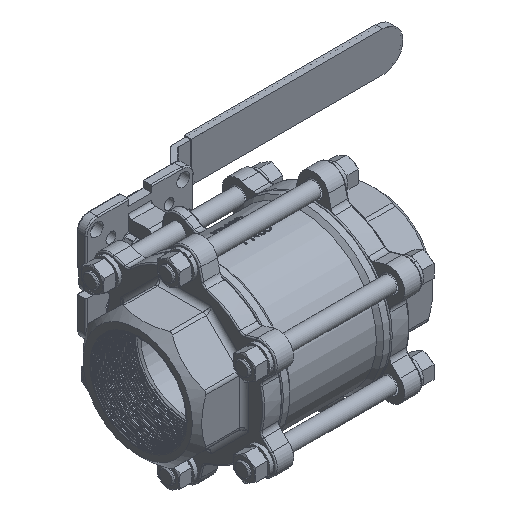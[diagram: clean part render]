
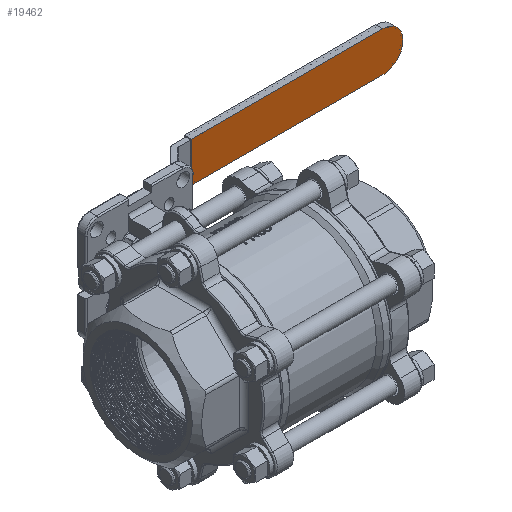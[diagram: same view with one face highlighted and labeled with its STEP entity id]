
A CAD part, isometric view. The second image highlights one B-rep face of the part: STEP entity #19462.
In plain terms, the highlighted face is planar.
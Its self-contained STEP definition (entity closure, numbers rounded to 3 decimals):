
#1761=CIRCLE('',#20718,17.);
#2544=ORIENTED_EDGE('',*,*,#8510,.F.);
#2545=ORIENTED_EDGE('',*,*,#8515,.T.);
#2546=ORIENTED_EDGE('',*,*,#8513,.T.);
#2547=ORIENTED_EDGE('',*,*,#8501,.T.);
#8501=EDGE_CURVE('',#11499,#11497,#13536,.T.);
#8510=EDGE_CURVE('',#11506,#11497,#13545,.T.);
#8513=EDGE_CURVE('',#11508,#11499,#13547,.T.);
#8515=EDGE_CURVE('',#11506,#11508,#1761,.F.);
#11497=VERTEX_POINT('',#27153);
#11499=VERTEX_POINT('',#27156);
#11506=VERTEX_POINT('',#27172);
#11508=VERTEX_POINT('',#27180);
#13536=LINE('',#27155,#14892);
#13545=LINE('',#27173,#14901);
#13547=LINE('',#27179,#14903);
#14892=VECTOR('',#22460,1000.);
#14901=VECTOR('',#22471,1000.);
#14903=VECTOR('',#22479,1000.);
#16234=EDGE_LOOP('',(#2544,#2545,#2546,#2547));
#17609=FACE_BOUND('',#16234,.T.);
#18974=PLANE('',#20717);
#19462=ADVANCED_FACE('',(#17609),#18974,.F.);
#20717=AXIS2_PLACEMENT_3D('',#27182,#22481,#22482);
#20718=AXIS2_PLACEMENT_3D('',#27183,#22483,#22484);
#22460=DIRECTION('',(-1.,0.,0.));
#22471=DIRECTION('',(0.,-1.,0.));
#22479=DIRECTION('',(0.,-1.,0.));
#22481=DIRECTION('',(0.,0.,1.));
#22482=DIRECTION('',(1.,0.,0.));
#22483=DIRECTION('',(0.,0.,1.));
#22484=DIRECTION('',(1.,0.,0.));
#27153=CARTESIAN_POINT('',(-17.,0.,-3.));
#27155=CARTESIAN_POINT('',(17.,0.,-3.));
#27156=CARTESIAN_POINT('',(17.,0.,-3.));
#27172=CARTESIAN_POINT('',(-17.,163.,-3.));
#27173=CARTESIAN_POINT('',(-17.,180.,-3.));
#27179=CARTESIAN_POINT('',(17.,180.,-3.));
#27180=CARTESIAN_POINT('',(17.,163.,-3.));
#27182=CARTESIAN_POINT('',(17.,180.,-3.));
#27183=CARTESIAN_POINT('',(0.,163.,-3.));
